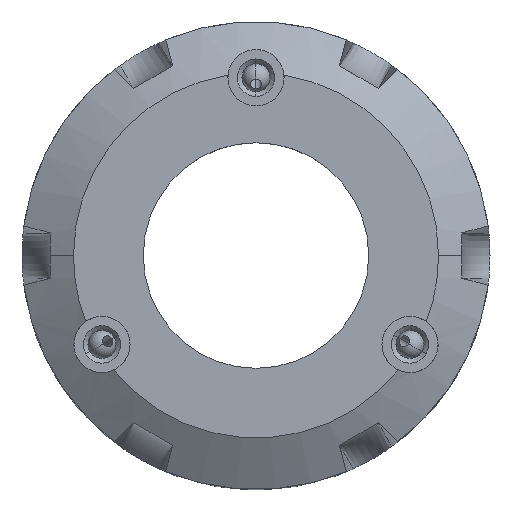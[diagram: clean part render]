
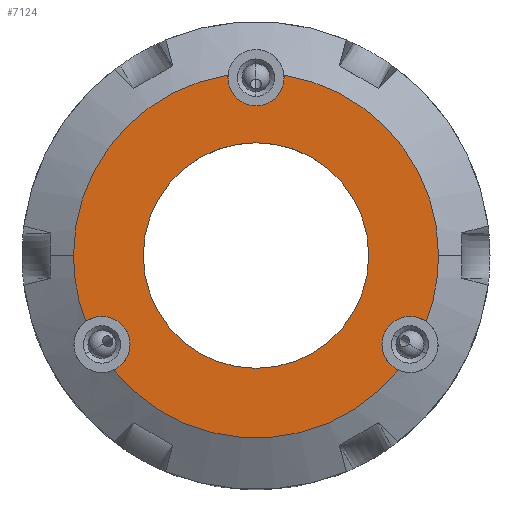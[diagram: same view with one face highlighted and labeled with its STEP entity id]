
A CAD part, top view. The second image highlights one B-rep face of the part: STEP entity #7124.
In plain terms, the highlighted planar face has unit normal (0, 0, 1).
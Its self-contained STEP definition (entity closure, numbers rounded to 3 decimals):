
#52 = VERTEX_POINT ( 'NONE', #1035 ) ;
#55 = EDGE_CURVE ( 'NONE', #493, #7152, #3667, .T. ) ;
#84 = FACE_OUTER_BOUND ( 'NONE', #2916, .T. ) ;
#132 = CARTESIAN_POINT ( 'NONE',  ( -18.182, -7.047, 0. ) ) ;
#134 = AXIS2_PLACEMENT_3D ( 'NONE', #7089, #3743, #191 ) ;
#146 = DIRECTION ( 'NONE',  ( 0., 0., 1. ) ) ;
#191 = DIRECTION ( 'NONE',  ( 1., 0., 0. ) ) ;
#203 = EDGE_CURVE ( 'NONE', #6109, #5185, #3605, .T. ) ;
#236 = DIRECTION ( 'NONE',  ( 1., 0., 0. ) ) ;
#245 = CARTESIAN_POINT ( 'NONE',  ( 0., 0., 0. ) ) ;
#334 = DIRECTION ( 'NONE',  ( -1., 0., 0. ) ) ;
#443 = DIRECTION ( 'NONE',  ( 1., 0., 0. ) ) ;
#493 = VERTEX_POINT ( 'NONE', #2277 ) ;
#507 = CIRCLE ( 'NONE', #134, 3. ) ;
#527 = CARTESIAN_POINT ( 'NONE',  ( 0., 0., 0. ) ) ;
#561 = DIRECTION ( 'NONE',  ( 1., 0., 0. ) ) ;
#567 = EDGE_CURVE ( 'NONE', #610, #7216, #3376, .T. ) ;
#610 = VERTEX_POINT ( 'NONE', #2901 ) ;
#664 = DIRECTION ( 'NONE',  ( 0., 0., 1. ) ) ;
#670 = CIRCLE ( 'NONE', #2211, 12.05 ) ;
#836 = CARTESIAN_POINT ( 'NONE',  ( 0., 19., 0. ) ) ;
#850 = ORIENTED_EDGE ( 'NONE', *, *, #7055, .F. ) ;
#862 = CARTESIAN_POINT ( 'NONE',  ( 3., 19., 0. ) ) ;
#866 = ORIENTED_EDGE ( 'NONE', *, *, #972, .F. ) ;
#887 = ORIENTED_EDGE ( 'NONE', *, *, #1744, .T. ) ;
#940 = ORIENTED_EDGE ( 'NONE', *, *, #567, .F. ) ;
#960 = CIRCLE ( 'NONE', #3181, 12.05 ) ;
#961 = EDGE_CURVE ( 'NONE', #7152, #6796, #3152, .T. ) ;
#972 = EDGE_CURVE ( 'NONE', #7216, #3019, #3141, .T. ) ;
#1026 = ORIENTED_EDGE ( 'NONE', *, *, #3514, .F. ) ;
#1035 = CARTESIAN_POINT ( 'NONE',  ( -3., 19., 0. ) ) ;
#1047 = ORIENTED_EDGE ( 'NONE', *, *, #2978, .T. ) ;
#1078 = DIRECTION ( 'NONE',  ( -1., 0., 0. ) ) ;
#1081 = CARTESIAN_POINT ( 'NONE',  ( 0., 0., 0. ) ) ;
#1087 = DIRECTION ( 'NONE',  ( 0., 0., 1. ) ) ;
#1096 = DIRECTION ( 'NONE',  ( 1., 0., 0. ) ) ;
#1114 = CARTESIAN_POINT ( 'NONE',  ( -19.5, 0., 0. ) ) ;
#1322 = ORIENTED_EDGE ( 'NONE', *, *, #7271, .F. ) ;
#1379 = DIRECTION ( 'NONE',  ( 0., 0., 1. ) ) ;
#1444 = CARTESIAN_POINT ( 'NONE',  ( 0., 19., 0. ) ) ;
#1450 = DIRECTION ( 'NONE',  ( 0., 0., 1. ) ) ;
#1458 = DIRECTION ( 'NONE',  ( 1., 0., 0. ) ) ;
#1512 = DIRECTION ( 'NONE',  ( 0., 0., 1. ) ) ;
#1561 = CIRCLE ( 'NONE', #2818, 19.5 ) ;
#1744 = EDGE_CURVE ( 'NONE', #3835, #3019, #2709, .T. ) ;
#1810 = CIRCLE ( 'NONE', #6102, 3. ) ;
#1812 = VERTEX_POINT ( 'NONE', #1886 ) ;
#1841 = DIRECTION ( 'NONE',  ( 1., 0., 0. ) ) ;
#1863 = ORIENTED_EDGE ( 'NONE', *, *, #3833, .T. ) ;
#1886 = CARTESIAN_POINT ( 'NONE',  ( 12.05, 0., 0. ) ) ;
#2022 = CIRCLE ( 'NONE', #5121, 19.5 ) ;
#2211 = AXIS2_PLACEMENT_3D ( 'NONE', #527, #4717, #1078 ) ;
#2277 = CARTESIAN_POINT ( 'NONE',  ( -2.988, 19.27, 0. ) ) ;
#2634 = CARTESIAN_POINT ( 'NONE',  ( 16.454, -9.5, 0. ) ) ;
#2641 = DIRECTION ( 'NONE',  ( 0., 0., 1. ) ) ;
#2644 = DIRECTION ( 'NONE',  ( 1., 0., 0. ) ) ;
#2709 = CIRCLE ( 'NONE', #4015, 19.5 ) ;
#2818 = AXIS2_PLACEMENT_3D ( 'NONE', #6751, #3343, #7267 ) ;
#2850 = DIRECTION ( 'NONE',  ( 1., 0., 0. ) ) ;
#2901 = CARTESIAN_POINT ( 'NONE',  ( 18.182, -7.047, 0. ) ) ;
#2916 = EDGE_LOOP ( 'NONE', ( #850, #887, #866, #940, #1047, #1863, #6317, #1026, #1322, #3968, #6066, #4489 ) ) ;
#2923 = PLANE ( 'NONE',  #5230 ) ;
#2978 = EDGE_CURVE ( 'NONE', #610, #7405, #2022, .T. ) ;
#3019 = VERTEX_POINT ( 'NONE', #3624 ) ;
#3104 = FACE_BOUND ( 'NONE', #3862, .T. ) ;
#3114 = CARTESIAN_POINT ( 'NONE',  ( 13.454, -9.5, 0. ) ) ;
#3141 = CIRCLE ( 'NONE', #5069, 3. ) ;
#3152 = CIRCLE ( 'NONE', #4302, 19.5 ) ;
#3181 = AXIS2_PLACEMENT_3D ( 'NONE', #7212, #3909, #334 ) ;
#3242 = AXIS2_PLACEMENT_3D ( 'NONE', #5131, #1512, #5702 ) ;
#3343 = DIRECTION ( 'NONE',  ( 0., 0., 1. ) ) ;
#3375 = AXIS2_PLACEMENT_3D ( 'NONE', #1081, #1087, #1096 ) ;
#3376 = CIRCLE ( 'NONE', #5208, 3. ) ;
#3514 = EDGE_CURVE ( 'NONE', #52, #6109, #1810, .T. ) ;
#3545 = CARTESIAN_POINT ( 'NONE',  ( 19.5, 0., 0. ) ) ;
#3605 = CIRCLE ( 'NONE', #6440, 3. ) ;
#3624 = CARTESIAN_POINT ( 'NONE',  ( 15.194, -12.222, 0. ) ) ;
#3667 = CIRCLE ( 'NONE', #3375, 19.5 ) ;
#3743 = DIRECTION ( 'NONE',  ( 0., 0., 1. ) ) ;
#3790 = CIRCLE ( 'NONE', #7394, 3. ) ;
#3833 = EDGE_CURVE ( 'NONE', #7405, #5185, #1561, .T. ) ;
#3835 = VERTEX_POINT ( 'NONE', #6226 ) ;
#3862 = EDGE_LOOP ( 'NONE', ( #5164, #4383 ) ) ;
#3909 = DIRECTION ( 'NONE',  ( 0., 0., -1. ) ) ;
#3968 = ORIENTED_EDGE ( 'NONE', *, *, #55, .T. ) ;
#4015 = AXIS2_PLACEMENT_3D ( 'NONE', #7104, #146, #236 ) ;
#4039 = DIRECTION ( 'NONE',  ( 0., 0., 1. ) ) ;
#4055 = VERTEX_POINT ( 'NONE', #5732 ) ;
#4056 = CARTESIAN_POINT ( 'NONE',  ( 16.454, -9.5, 0. ) ) ;
#4170 = DIRECTION ( 'NONE',  ( 0., 0., 1. ) ) ;
#4302 = AXIS2_PLACEMENT_3D ( 'NONE', #6648, #6492, #2850 ) ;
#4383 = ORIENTED_EDGE ( 'NONE', *, *, #5087, .T. ) ;
#4489 = ORIENTED_EDGE ( 'NONE', *, *, #5859, .F. ) ;
#4523 = CARTESIAN_POINT ( 'NONE',  ( 2.988, 19.27, 0. ) ) ;
#4717 = DIRECTION ( 'NONE',  ( 0., 0., -1. ) ) ;
#4760 = DIRECTION ( 'NONE',  ( 1., 0., 0. ) ) ;
#5069 = AXIS2_PLACEMENT_3D ( 'NONE', #4056, #5742, #6632 ) ;
#5087 = EDGE_CURVE ( 'NONE', #1812, #5229, #960, .T. ) ;
#5121 = AXIS2_PLACEMENT_3D ( 'NONE', #245, #1379, #1841 ) ;
#5131 = CARTESIAN_POINT ( 'NONE',  ( -16.454, -9.5, 0. ) ) ;
#5164 = ORIENTED_EDGE ( 'NONE', *, *, #5609, .T. ) ;
#5185 = VERTEX_POINT ( 'NONE', #4523 ) ;
#5208 = AXIS2_PLACEMENT_3D ( 'NONE', #2634, #2641, #2644 ) ;
#5229 = VERTEX_POINT ( 'NONE', #5708 ) ;
#5230 = AXIS2_PLACEMENT_3D ( 'NONE', #3545, #4170, #561 ) ;
#5517 = CIRCLE ( 'NONE', #3242, 3. ) ;
#5605 = CARTESIAN_POINT ( 'NONE',  ( 19.5, 0., 0. ) ) ;
#5609 = EDGE_CURVE ( 'NONE', #5229, #1812, #670, .T. ) ;
#5702 = DIRECTION ( 'NONE',  ( 1., 0., 0. ) ) ;
#5708 = CARTESIAN_POINT ( 'NONE',  ( -12.05, 0., 0. ) ) ;
#5732 = CARTESIAN_POINT ( 'NONE',  ( -13.454, -9.5, 0. ) ) ;
#5742 = DIRECTION ( 'NONE',  ( 0., 0., 1. ) ) ;
#5859 = EDGE_CURVE ( 'NONE', #4055, #6796, #507, .T. ) ;
#6066 = ORIENTED_EDGE ( 'NONE', *, *, #961, .T. ) ;
#6102 = AXIS2_PLACEMENT_3D ( 'NONE', #836, #664, #4760 ) ;
#6109 = VERTEX_POINT ( 'NONE', #862 ) ;
#6226 = CARTESIAN_POINT ( 'NONE',  ( -15.194, -12.222, 0. ) ) ;
#6317 = ORIENTED_EDGE ( 'NONE', *, *, #203, .F. ) ;
#6440 = AXIS2_PLACEMENT_3D ( 'NONE', #1444, #1450, #1458 ) ;
#6492 = DIRECTION ( 'NONE',  ( 0., 0., 1. ) ) ;
#6632 = DIRECTION ( 'NONE',  ( 1., 0., 0. ) ) ;
#6648 = CARTESIAN_POINT ( 'NONE',  ( 0., 0., 0. ) ) ;
#6751 = CARTESIAN_POINT ( 'NONE',  ( 0., 0., 0. ) ) ;
#6796 = VERTEX_POINT ( 'NONE', #132 ) ;
#7055 = EDGE_CURVE ( 'NONE', #3835, #4055, #5517, .T. ) ;
#7089 = CARTESIAN_POINT ( 'NONE',  ( -16.454, -9.5, 0. ) ) ;
#7104 = CARTESIAN_POINT ( 'NONE',  ( 0., 0., 0. ) ) ;
#7124 = ADVANCED_FACE ( 'NONE', ( #84, #3104 ), #2923, .T. ) ;
#7152 = VERTEX_POINT ( 'NONE', #1114 ) ;
#7212 = CARTESIAN_POINT ( 'NONE',  ( 0., 0., 0. ) ) ;
#7216 = VERTEX_POINT ( 'NONE', #3114 ) ;
#7267 = DIRECTION ( 'NONE',  ( 1., 0., 0. ) ) ;
#7271 = EDGE_CURVE ( 'NONE', #493, #52, #3790, .T. ) ;
#7330 = CARTESIAN_POINT ( 'NONE',  ( 0., 19., 0. ) ) ;
#7394 = AXIS2_PLACEMENT_3D ( 'NONE', #7330, #4039, #443 ) ;
#7405 = VERTEX_POINT ( 'NONE', #5605 ) ;
